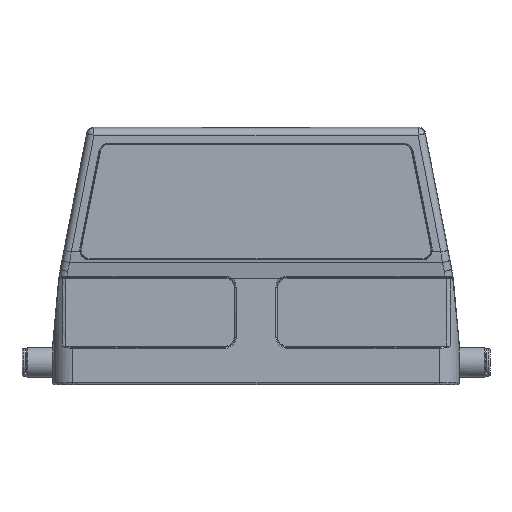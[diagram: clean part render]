
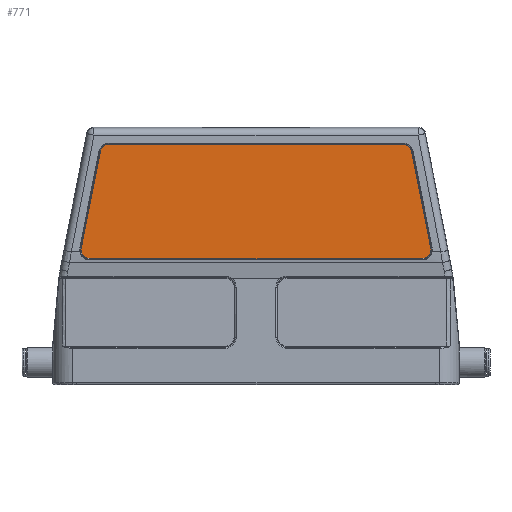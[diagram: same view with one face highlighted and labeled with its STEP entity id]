
A CAD part, front view. The second image highlights one B-rep face of the part: STEP entity #771.
In plain terms, the highlighted planar face has unit normal (0, -1, 0).
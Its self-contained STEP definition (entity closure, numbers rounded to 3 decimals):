
#542=PLANE('',#7151);
#771=ADVANCED_FACE('',(#1365),#542,.T.);
#1365=FACE_OUTER_BOUND('',#1762,.T.);
#1762=EDGE_LOOP('',(#3508,#3509,#3510,#3511,#3512,#3513,#3514,#3515));
#2446=ELLIPSE('',#7147,2.906,2.8);
#2447=ELLIPSE('',#7148,2.872,2.8);
#2448=ELLIPSE('',#7149,2.872,2.8);
#2449=ELLIPSE('',#7150,2.906,2.8);
#3508=ORIENTED_EDGE('',*,*,#5668,.T.);
#3509=ORIENTED_EDGE('',*,*,#5669,.T.);
#3510=ORIENTED_EDGE('',*,*,#5670,.T.);
#3511=ORIENTED_EDGE('',*,*,#5671,.T.);
#3512=ORIENTED_EDGE('',*,*,#5672,.T.);
#3513=ORIENTED_EDGE('',*,*,#5673,.T.);
#3514=ORIENTED_EDGE('',*,*,#5674,.T.);
#3515=ORIENTED_EDGE('',*,*,#5675,.T.);
#4890=VERTEX_POINT('',#12172);
#4891=VERTEX_POINT('',#12173);
#4892=VERTEX_POINT('',#12175);
#4893=VERTEX_POINT('',#12177);
#4894=VERTEX_POINT('',#12179);
#4895=VERTEX_POINT('',#12181);
#4896=VERTEX_POINT('',#12183);
#4897=VERTEX_POINT('',#12185);
#5668=EDGE_CURVE('',#4890,#4891,#6297,.T.);
#5669=EDGE_CURVE('',#4891,#4892,#2446,.T.);
#5670=EDGE_CURVE('',#4892,#4893,#6298,.T.);
#5671=EDGE_CURVE('',#4893,#4894,#2447,.T.);
#5672=EDGE_CURVE('',#4894,#4895,#6299,.T.);
#5673=EDGE_CURVE('',#4895,#4896,#2448,.T.);
#5674=EDGE_CURVE('',#4896,#4897,#6300,.T.);
#5675=EDGE_CURVE('',#4897,#4890,#2449,.T.);
#6297=LINE('',#12171,#6670);
#6298=LINE('',#12176,#6671);
#6299=LINE('',#12180,#6672);
#6300=LINE('',#12184,#6673);
#6670=VECTOR('',#8601,1.);
#6671=VECTOR('',#8604,1.);
#6672=VECTOR('',#8607,1.);
#6673=VECTOR('',#8610,1.);
#7147=AXIS2_PLACEMENT_3D('',#12174,#8602,#8603);
#7148=AXIS2_PLACEMENT_3D('',#12178,#8605,#8606);
#7149=AXIS2_PLACEMENT_3D('',#12182,#8608,#8609);
#7150=AXIS2_PLACEMENT_3D('',#12186,#8611,#8612);
#7151=AXIS2_PLACEMENT_3D('',#12187,#8613,#8614);
#8601=DIRECTION('',(1.,0.,0.));
#8602=DIRECTION('',(0.,-1.,0.));
#8603=DIRECTION('',(-0.773,0.,0.635));
#8604=DIRECTION('',(-0.194,0.,0.981));
#8605=DIRECTION('',(0.,-1.,0.));
#8606=DIRECTION('',(-0.635,0.,-0.773));
#8607=DIRECTION('',(-1.,0.,0.));
#8608=DIRECTION('',(0.,-1.,0.));
#8609=DIRECTION('',(0.635,0.,-0.773));
#8610=DIRECTION('',(-0.194,0.,-0.981));
#8611=DIRECTION('',(0.,-1.,0.));
#8612=DIRECTION('',(0.773,0.,0.635));
#8613=DIRECTION('',(0.,-1.,0.));
#8614=DIRECTION('',(0.,0.,1.));
#12171=CARTESIAN_POINT('',(48.786,-21.499,37.367));
#12172=CARTESIAN_POINT('',(-48.813,-21.499,37.367));
#12173=CARTESIAN_POINT('',(48.813,-21.499,37.367));
#12174=CARTESIAN_POINT('',(48.709,-21.499,40.21));
#12175=CARTESIAN_POINT('',(51.518,-21.499,40.658));
#12176=CARTESIAN_POINT('',(45.966,-21.499,68.789));
#12177=CARTESIAN_POINT('',(45.962,-21.499,68.807));
#12178=CARTESIAN_POINT('',(43.187,-21.499,68.187));
#12179=CARTESIAN_POINT('',(43.257,-21.499,71.03));
#12180=CARTESIAN_POINT('',(-43.239,-21.499,71.03));
#12181=CARTESIAN_POINT('',(-43.257,-21.499,71.03));
#12182=CARTESIAN_POINT('',(-43.187,-21.499,68.187));
#12183=CARTESIAN_POINT('',(-45.962,-21.499,68.807));
#12184=CARTESIAN_POINT('',(-51.513,-21.499,40.684));
#12185=CARTESIAN_POINT('',(-51.518,-21.499,40.658));
#12186=CARTESIAN_POINT('',(-48.709,-21.499,40.21));
#12187=CARTESIAN_POINT('',(26.135,-21.499,54.106));
